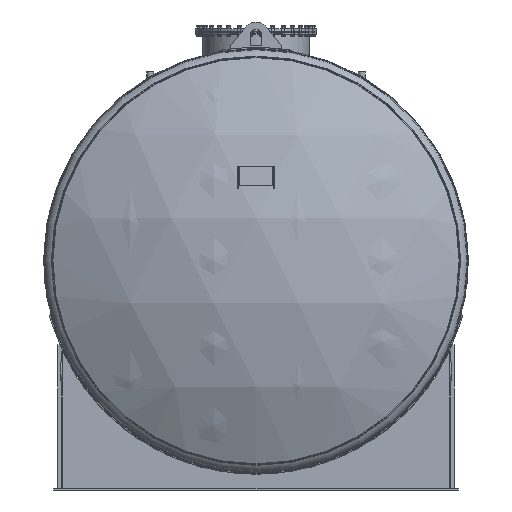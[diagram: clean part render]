
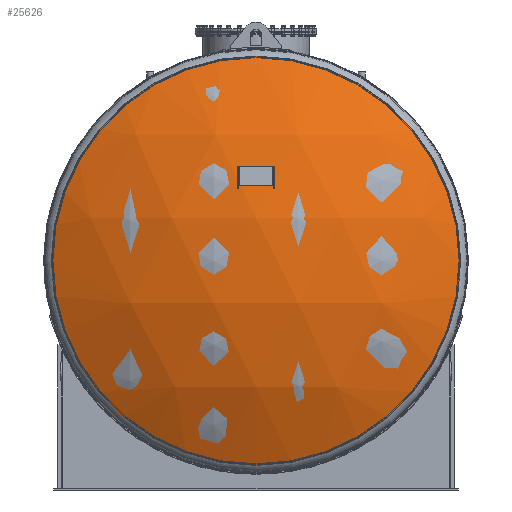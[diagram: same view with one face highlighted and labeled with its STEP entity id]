
A CAD part, left-side view. The second image highlights one B-rep face of the part: STEP entity #25626.
In plain terms, the highlighted spherical face has radius 2515 mm.
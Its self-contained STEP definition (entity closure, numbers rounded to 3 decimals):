
#1156=SPHERICAL_SURFACE('',#27824,2515.);
#2856=FACE_OUTER_BOUND('',#4580,.T.);
#4580=EDGE_LOOP('',(#17875));
#9603=CIRCLE('',#27822,1208.955);
#10984=VERTEX_POINT('',#40146);
#13516=EDGE_CURVE('',#10984,#10984,#9603,.T.);
#17875=ORIENTED_EDGE('',*,*,#13516,.T.);
#25626=ADVANCED_FACE('',(#2856),#1156,.T.);
#27822=AXIS2_PLACEMENT_3D('',#40147,#31665,#31666);
#27824=AXIS2_PLACEMENT_3D('',#40149,#31669,#31670);
#31665=DIRECTION('center_axis',(-1.,0.,0.));
#31666=DIRECTION('ref_axis',(0.,-1.,0.));
#31669=DIRECTION('center_axis',(0.,0.,1.));
#31670=DIRECTION('ref_axis',(0.,-1.,0.));
#40146=CARTESIAN_POINT('',(-6020.251,0.,1208.955));
#40147=CARTESIAN_POINT('Origin',(-6020.251,0.,
0.));
#40149=CARTESIAN_POINT('Origin',(-3814.882,0.,
0.));
